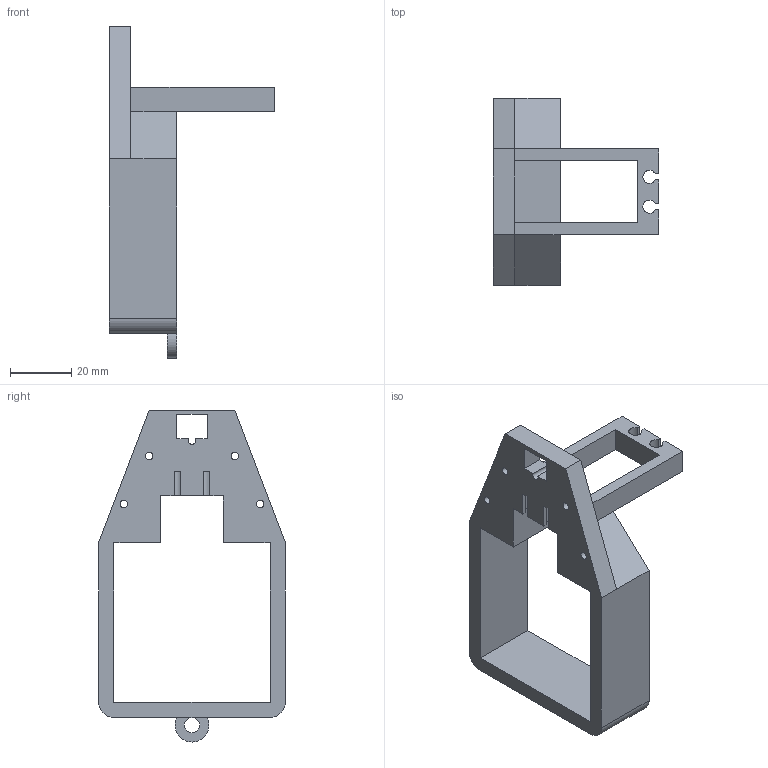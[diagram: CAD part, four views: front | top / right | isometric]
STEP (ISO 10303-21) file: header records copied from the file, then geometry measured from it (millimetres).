
FILE_DESCRIPTION(/* description */ (''),/* implementation_level */ '2;1');
FILE_NAME(/* name */ 'ServoHousing.step',/* time_stamp */ '2024-12-15T14:34:46-05:00',/* author */ (''),/* organization */ (''),/* preprocessor_version */ 'ST-DEVELOPER v20',/* originating_system */ 'Autodesk Translation Framework v13.14.0.145',/* authorisation */ '');
FILE_SCHEMA (('AUTOMOTIVE_DESIGN { 1 0 10303 214 3 1 1 }'));
Length unit declared in the file: millimetre
Products named in the file (1): FusionComponent
Bounding box: 54 x 61 x 108.4 mm (x, y, z)
Volume: 37650.4 mm3; surface area: 18434 mm2
Topology: 1 solids, 1 shells, 61 faces, 180 edges, 117 vertices
Faces by surface type: plane 48, cylinder 13
Full cylindrical faces by diameter (mm): 2.5 x4, 5 x1
Entity records: 2074 total; most frequent: ORIENTED_EDGE 360, CARTESIAN_POINT 359, DIRECTION 331, EDGE_CURVE 180, LINE 153, VECTOR 153, VERTEX_POINT 117, AXIS2_PLACEMENT_3D 89
